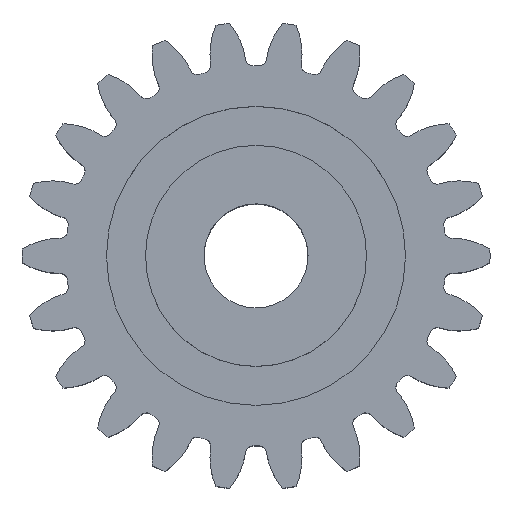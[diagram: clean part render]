
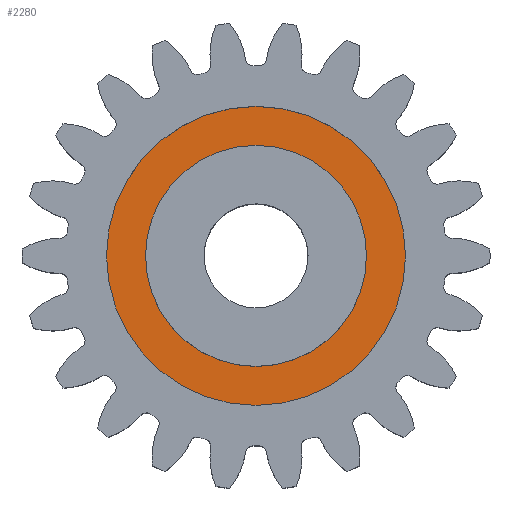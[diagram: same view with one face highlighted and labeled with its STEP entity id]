
A CAD part, top view. The second image highlights one B-rep face of the part: STEP entity #2280.
In plain terms, the highlighted planar face has unit normal (0, 0, 1).
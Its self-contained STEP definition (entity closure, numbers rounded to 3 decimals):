
#327 = AXIS2_PLACEMENT_3D ( 'NONE', #349, #348, #347 ) ;
#328 = CIRCLE ( 'NONE', #360, 11.5 ) ;
#329 = PLANE ( 'NONE',  #327 ) ;
#336 = DIRECTION ( 'NONE',  ( -1., 0., 0. ) ) ;
#337 = DIRECTION ( 'NONE',  ( 0., 0., -1. ) ) ;
#338 = CARTESIAN_POINT ( 'NONE',  ( 0., 0., 8.5 ) ) ;
#347 = DIRECTION ( 'NONE',  ( -1., 0., 0. ) ) ;
#348 = DIRECTION ( 'NONE',  ( 0., 0., -1. ) ) ;
#349 = CARTESIAN_POINT ( 'NONE',  ( 0., 0., 8.5 ) ) ;
#350 = CIRCLE ( 'NONE', #384, 8.5 ) ;
#352 = DIRECTION ( 'NONE',  ( -1., 0., 0. ) ) ;
#353 = DIRECTION ( 'NONE',  ( 0., 0., -1. ) ) ;
#354 = CARTESIAN_POINT ( 'NONE',  ( 0., 0., 8.5 ) ) ;
#355 = FACE_OUTER_BOUND ( 'NONE', #2283, .T. ) ;
#360 = AXIS2_PLACEMENT_3D ( 'NONE', #354, #353, #352 ) ;
#361 = FACE_BOUND ( 'NONE', #2276, .T. ) ;
#384 = AXIS2_PLACEMENT_3D ( 'NONE', #338, #337, #336 ) ;
#434 = VERTEX_POINT ( 'NONE', #2575 ) ;
#462 = EDGE_CURVE ( 'NONE', #509, #434, #2744, .T. ) ;
#509 = VERTEX_POINT ( 'NONE', #2685 ) ;
#520 = VERTEX_POINT ( 'NONE', #2660 ) ;
#534 = VERTEX_POINT ( 'NONE', #2539 ) ;
#581 = EDGE_CURVE ( 'NONE', #520, #534, #2945, .T. ) ;
#2276 = EDGE_LOOP ( 'NONE', ( #2306, #2307 ) ) ;
#2277 = EDGE_CURVE ( 'NONE', #434, #509, #328, .T. ) ;
#2280 = ADVANCED_FACE ( 'NONE', ( #361, #355 ), #329, .F. ) ;
#2281 = ORIENTED_EDGE ( 'NONE', *, *, #462, .F. ) ;
#2282 = ORIENTED_EDGE ( 'NONE', *, *, #2277, .F. ) ;
#2283 = EDGE_LOOP ( 'NONE', ( #2282, #2281 ) ) ;
#2293 = EDGE_CURVE ( 'NONE', #534, #520, #350, .T. ) ;
#2306 = ORIENTED_EDGE ( 'NONE', *, *, #581, .T. ) ;
#2307 = ORIENTED_EDGE ( 'NONE', *, *, #2293, .T. ) ;
#2539 = CARTESIAN_POINT ( 'NONE',  ( 8.5, 0., 8.5 ) ) ;
#2575 = CARTESIAN_POINT ( 'NONE',  ( -11.5, 0., 8.5 ) ) ;
#2660 = CARTESIAN_POINT ( 'NONE',  ( -8.5, 0., 8.5 ) ) ;
#2685 = CARTESIAN_POINT ( 'NONE',  ( 11.5, 0., 8.5 ) ) ;
#2696 = CARTESIAN_POINT ( 'NONE',  ( 0., 0., 8.5 ) ) ;
#2734 = DIRECTION ( 'NONE',  ( -1., 0., 0. ) ) ;
#2735 = DIRECTION ( 'NONE',  ( 0., 0., -1. ) ) ;
#2744 = CIRCLE ( 'NONE', #2751, 11.5 ) ;
#2751 = AXIS2_PLACEMENT_3D ( 'NONE', #2696, #2735, #2734 ) ;
#2945 = CIRCLE ( 'NONE', #2985, 8.5 ) ;
#2980 = DIRECTION ( 'NONE',  ( -1., 0., 0. ) ) ;
#2981 = DIRECTION ( 'NONE',  ( 0., 0., -1. ) ) ;
#2985 = AXIS2_PLACEMENT_3D ( 'NONE', #2990, #2981, #2980 ) ;
#2990 = CARTESIAN_POINT ( 'NONE',  ( 0., 0., 8.5 ) ) ;
